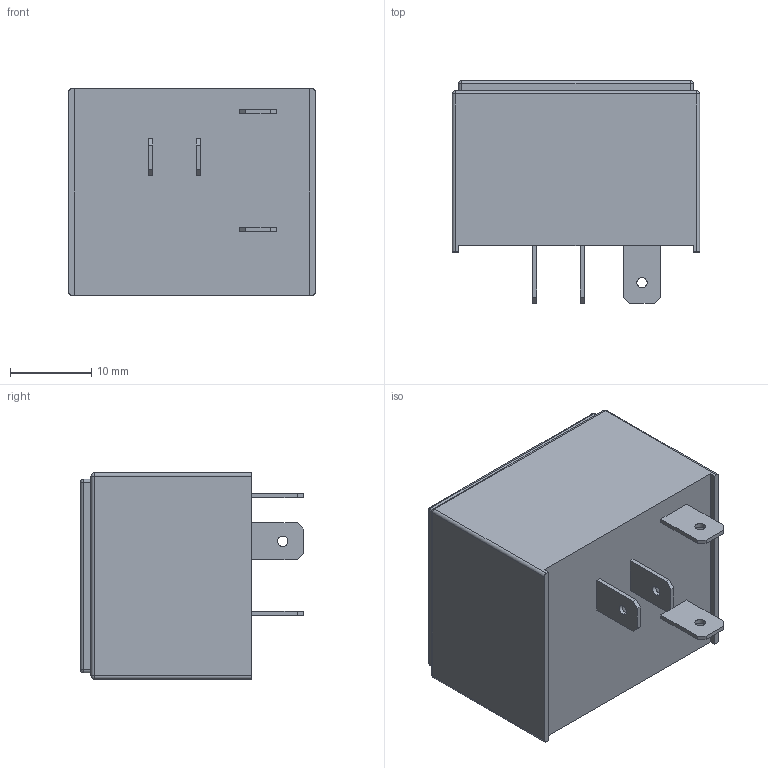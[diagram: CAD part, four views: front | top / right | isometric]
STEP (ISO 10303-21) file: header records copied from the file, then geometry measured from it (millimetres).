
FILE_DESCRIPTION (( 'STEP AP214' ), '1' );
FILE_NAME ('AD-70S2-04D.STEP', '2013-11-26T19:59:48', ( '' ), ( '' ), 'SwSTEP 2.0', 'SolidWorks 2013', '' );
FILE_SCHEMA (( 'AUTOMOTIVE_DESIGN' ));
Length unit declared in the file: inch
Products named in the file (1): AD-70S2-04D
Bounding box: 30.48 x 27.43 x 25.4 mm (x, y, z)
Volume: 15708.1 mm3; surface area: 4119.5 mm2
Topology: 1 solids, 1 shells, 75 faces, 188 edges, 112 vertices
Faces by surface type: plane 43, cylinder 24, sphere 8
Entity records: 2674 total; most frequent: DIRECTION 380, CARTESIAN_POINT 368, ORIENTED_EDGE 360, EDGE_CURVE 180, LINE 132, VECTOR 132, AXIS2_PLACEMENT_3D 124, VERTEX_POINT 112
